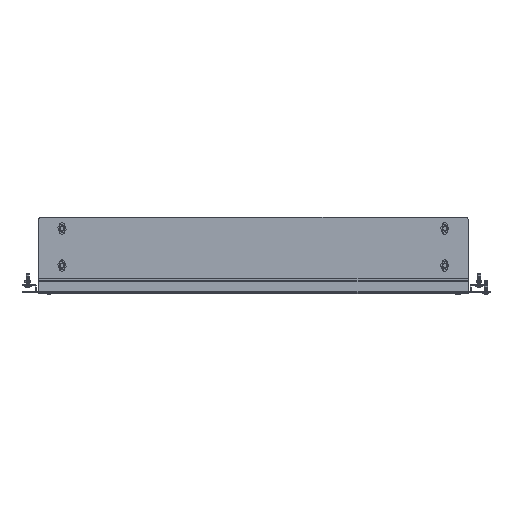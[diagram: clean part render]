
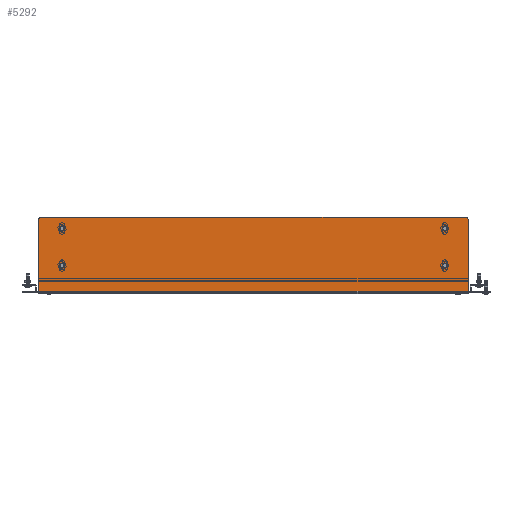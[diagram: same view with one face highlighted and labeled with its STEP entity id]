
A CAD part, front view. The second image highlights one B-rep face of the part: STEP entity #5292.
In plain terms, the highlighted planar face has unit normal (0, -1, 0).
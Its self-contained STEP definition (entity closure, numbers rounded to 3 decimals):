
#8 = CARTESIAN_POINT ( 'NONE',  ( -376., 0., 0. ) ) ;
#566 = VECTOR ( 'NONE', #17147, 1000. ) ;
#629 = DIRECTION ( 'NONE',  ( 0., 0., 1. ) ) ;
#956 = AXIS2_PLACEMENT_3D ( 'NONE', #31200, #35097, #6710 ) ;
#1092 = AXIS2_PLACEMENT_3D ( 'NONE', #5225, #16530, #2431 ) ;
#1481 = FACE_OUTER_BOUND ( 'NONE', #8183, .T. ) ;
#2431 = DIRECTION ( 'NONE',  ( 0., 0., 1. ) ) ;
#2646 = VECTOR ( 'NONE', #33976, 1000. ) ;
#2708 = CARTESIAN_POINT ( 'NONE',  ( -335., 0., 118.5 ) ) ;
#2737 = EDGE_CURVE ( 'NONE', #25740, #19538, #24693, .T. ) ;
#2855 = DIRECTION ( 'NONE',  ( 0., -1., 0. ) ) ;
#2964 = VERTEX_POINT ( 'NONE', #19141 ) ;
#3196 = DIRECTION ( 'NONE',  ( 0., 1., 0. ) ) ;
#3925 = CARTESIAN_POINT ( 'NONE',  ( -371., 0., 129. ) ) ;
#4431 = VERTEX_POINT ( 'NONE', #34274 ) ;
#4676 = AXIS2_PLACEMENT_3D ( 'NONE', #36089, #2855, #5633 ) ;
#4992 = PLANE ( 'NONE',  #27669 ) ;
#5170 = CARTESIAN_POINT ( 'NONE',  ( 376., 0., 129. ) ) ;
#5225 = CARTESIAN_POINT ( 'NONE',  ( -335., 0., 114. ) ) ;
#5292 = ADVANCED_FACE ( 'NONE', ( #21696, #35245, #32644, #18932, #1481 ), #4992, .F. ) ;
#5386 = AXIS2_PLACEMENT_3D ( 'NONE', #6333, #3196, #6147 ) ;
#5523 = DIRECTION ( 'NONE',  ( 0., 0., 1. ) ) ;
#5633 = DIRECTION ( 'NONE',  ( 0., 0., 1. ) ) ;
#5961 = VERTEX_POINT ( 'NONE', #2708 ) ;
#6045 = CIRCLE ( 'NONE', #26809, 4.5 ) ;
#6147 = DIRECTION ( 'NONE',  ( 0., 0., 1. ) ) ;
#6333 = CARTESIAN_POINT ( 'NONE',  ( -335., 0., 49. ) ) ;
#6597 = ORIENTED_EDGE ( 'NONE', *, *, #30296, .F. ) ;
#6710 = DIRECTION ( 'NONE',  ( 0., 0., 1. ) ) ;
#6802 = AXIS2_PLACEMENT_3D ( 'NONE', #10596, #29916, #7101 ) ;
#6868 = EDGE_CURVE ( 'NONE', #5961, #32423, #36679, .T. ) ;
#7101 = DIRECTION ( 'NONE',  ( 0., 0., 1. ) ) ;
#7158 = CARTESIAN_POINT ( 'NONE',  ( 335., 0., 44.5 ) ) ;
#7162 = CIRCLE ( 'NONE', #17832, 5. ) ;
#7553 = CARTESIAN_POINT ( 'NONE',  ( 335., 0., 49. ) ) ;
#7601 = ORIENTED_EDGE ( 'NONE', *, *, #30251, .T. ) ;
#7847 = CARTESIAN_POINT ( 'NONE',  ( -376., 0., 129. ) ) ;
#8183 = EDGE_LOOP ( 'NONE', ( #19061, #17191, #12914, #33473, #6597, #11351 ) ) ;
#9215 = VERTEX_POINT ( 'NONE', #7847 ) ;
#9427 = CARTESIAN_POINT ( 'NONE',  ( -335., 0., 114. ) ) ;
#9816 = LINE ( 'NONE', #9993, #16637 ) ;
#9985 = VECTOR ( 'NONE', #30900, 1000. ) ;
#9993 = CARTESIAN_POINT ( 'NONE',  ( 376., 0., 134. ) ) ;
#10293 = CARTESIAN_POINT ( 'NONE',  ( 335., 0., 53.5 ) ) ;
#10353 = CIRCLE ( 'NONE', #20439, 4.5 ) ;
#10354 = DIRECTION ( 'NONE',  ( 0., 0., 1. ) ) ;
#10561 = CIRCLE ( 'NONE', #12351, 4.5 ) ;
#10596 = CARTESIAN_POINT ( 'NONE',  ( 335., 0., 49. ) ) ;
#11187 = ORIENTED_EDGE ( 'NONE', *, *, #18772, .T. ) ;
#11351 = ORIENTED_EDGE ( 'NONE', *, *, #30773, .T. ) ;
#11781 = DIRECTION ( 'NONE',  ( 0., 1., 0. ) ) ;
#12030 = EDGE_CURVE ( 'NONE', #15014, #4431, #23155, .T. ) ;
#12351 = AXIS2_PLACEMENT_3D ( 'NONE', #7553, #15525, #16075 ) ;
#12593 = CARTESIAN_POINT ( 'NONE',  ( 335., 0., 109.5 ) ) ;
#12914 = ORIENTED_EDGE ( 'NONE', *, *, #21753, .T. ) ;
#13505 = CARTESIAN_POINT ( 'NONE',  ( -335., 0., 49. ) ) ;
#13920 = CIRCLE ( 'NONE', #6802, 4.5 ) ;
#14551 = ORIENTED_EDGE ( 'NONE', *, *, #25678, .T. ) ;
#14999 = CARTESIAN_POINT ( 'NONE',  ( -335., 0., 109.5 ) ) ;
#15014 = VERTEX_POINT ( 'NONE', #19820 ) ;
#15103 = ORIENTED_EDGE ( 'NONE', *, *, #6868, .T. ) ;
#15242 = VERTEX_POINT ( 'NONE', #10293 ) ;
#15306 = VERTEX_POINT ( 'NONE', #7158 ) ;
#15525 = DIRECTION ( 'NONE',  ( 0., 1., 0. ) ) ;
#15938 = EDGE_CURVE ( 'NONE', #17498, #9215, #7162, .T. ) ;
#16075 = DIRECTION ( 'NONE',  ( 0., 0., 1. ) ) ;
#16454 = VERTEX_POINT ( 'NONE', #33518 ) ;
#16530 = DIRECTION ( 'NONE',  ( 0., 1., 0. ) ) ;
#16619 = CARTESIAN_POINT ( 'NONE',  ( 376., 0., 0. ) ) ;
#16637 = VECTOR ( 'NONE', #27270, 1000. ) ;
#16918 = EDGE_CURVE ( 'NONE', #16454, #29837, #19395, .T. ) ;
#17147 = DIRECTION ( 'NONE',  ( -1., 0., 0. ) ) ;
#17191 = ORIENTED_EDGE ( 'NONE', *, *, #15938, .T. ) ;
#17498 = VERTEX_POINT ( 'NONE', #35168 ) ;
#17832 = AXIS2_PLACEMENT_3D ( 'NONE', #3925, #20626, #21005 ) ;
#18772 = EDGE_CURVE ( 'NONE', #32423, #5961, #6045, .T. ) ;
#18932 = FACE_BOUND ( 'NONE', #30270, .T. ) ;
#19061 = ORIENTED_EDGE ( 'NONE', *, *, #32645, .T. ) ;
#19141 = CARTESIAN_POINT ( 'NONE',  ( 371., 0., 134. ) ) ;
#19192 = ORIENTED_EDGE ( 'NONE', *, *, #12030, .T. ) ;
#19237 = LINE ( 'NONE', #16619, #9985 ) ;
#19395 = LINE ( 'NONE', #30516, #566 ) ;
#19538 = VERTEX_POINT ( 'NONE', #12593 ) ;
#19745 = ORIENTED_EDGE ( 'NONE', *, *, #30452, .T. ) ;
#19820 = CARTESIAN_POINT ( 'NONE',  ( -335., 0., 53.5 ) ) ;
#20191 = EDGE_LOOP ( 'NONE', ( #7601, #28755 ) ) ;
#20420 = EDGE_LOOP ( 'NONE', ( #33107, #19745 ) ) ;
#20439 = AXIS2_PLACEMENT_3D ( 'NONE', #13505, #30392, #5523 ) ;
#20626 = DIRECTION ( 'NONE',  ( 0., -1., 0. ) ) ;
#20766 = DIRECTION ( 'NONE',  ( 0., 1., 0. ) ) ;
#21005 = DIRECTION ( 'NONE',  ( 0., 0., 1. ) ) ;
#21696 = FACE_BOUND ( 'NONE', #20191, .T. ) ;
#21753 = EDGE_CURVE ( 'NONE', #9215, #29837, #25106, .T. ) ;
#22231 = CARTESIAN_POINT ( 'NONE',  ( 335., 0., 118.5 ) ) ;
#22647 = CARTESIAN_POINT ( 'NONE',  ( -376., 0., 4. ) ) ;
#23155 = CIRCLE ( 'NONE', #5386, 4.5 ) ;
#23273 = EDGE_CURVE ( 'NONE', #15306, #15242, #13920, .T. ) ;
#23929 = CARTESIAN_POINT ( 'NONE',  ( 376., 0., 0. ) ) ;
#24693 = CIRCLE ( 'NONE', #956, 4.5 ) ;
#25106 = LINE ( 'NONE', #8, #2646 ) ;
#25403 = AXIS2_PLACEMENT_3D ( 'NONE', #34782, #11781, #629 ) ;
#25678 = EDGE_CURVE ( 'NONE', #4431, #15014, #10353, .T. ) ;
#25740 = VERTEX_POINT ( 'NONE', #22231 ) ;
#26809 = AXIS2_PLACEMENT_3D ( 'NONE', #9427, #20766, #32062 ) ;
#27069 = VERTEX_POINT ( 'NONE', #5170 ) ;
#27270 = DIRECTION ( 'NONE',  ( -1., 0., 0. ) ) ;
#27276 = DIRECTION ( 'NONE',  ( 0., 1., 0. ) ) ;
#27669 = AXIS2_PLACEMENT_3D ( 'NONE', #23929, #27276, #10354 ) ;
#28372 = CIRCLE ( 'NONE', #4676, 5. ) ;
#28755 = ORIENTED_EDGE ( 'NONE', *, *, #23273, .T. ) ;
#29837 = VERTEX_POINT ( 'NONE', #22647 ) ;
#29916 = DIRECTION ( 'NONE',  ( 0., 1., 0. ) ) ;
#30251 = EDGE_CURVE ( 'NONE', #15242, #15306, #10561, .T. ) ;
#30270 = EDGE_LOOP ( 'NONE', ( #19192, #14551 ) ) ;
#30296 = EDGE_CURVE ( 'NONE', #27069, #16454, #19237, .T. ) ;
#30392 = DIRECTION ( 'NONE',  ( 0., 1., 0. ) ) ;
#30452 = EDGE_CURVE ( 'NONE', #19538, #25740, #31888, .T. ) ;
#30516 = CARTESIAN_POINT ( 'NONE',  ( 376., 0., 4. ) ) ;
#30773 = EDGE_CURVE ( 'NONE', #27069, #2964, #28372, .T. ) ;
#30900 = DIRECTION ( 'NONE',  ( 0., 0., -1. ) ) ;
#31200 = CARTESIAN_POINT ( 'NONE',  ( 335., 0., 114. ) ) ;
#31888 = CIRCLE ( 'NONE', #25403, 4.5 ) ;
#32062 = DIRECTION ( 'NONE',  ( 0., 0., 1. ) ) ;
#32423 = VERTEX_POINT ( 'NONE', #14999 ) ;
#32644 = FACE_BOUND ( 'NONE', #32836, .T. ) ;
#32645 = EDGE_CURVE ( 'NONE', #2964, #17498, #9816, .T. ) ;
#32836 = EDGE_LOOP ( 'NONE', ( #15103, #11187 ) ) ;
#33107 = ORIENTED_EDGE ( 'NONE', *, *, #2737, .T. ) ;
#33473 = ORIENTED_EDGE ( 'NONE', *, *, #16918, .F. ) ;
#33518 = CARTESIAN_POINT ( 'NONE',  ( 376., 0., 4. ) ) ;
#33976 = DIRECTION ( 'NONE',  ( 0., 0., -1. ) ) ;
#34274 = CARTESIAN_POINT ( 'NONE',  ( -335., 0., 44.5 ) ) ;
#34782 = CARTESIAN_POINT ( 'NONE',  ( 335., 0., 114. ) ) ;
#35097 = DIRECTION ( 'NONE',  ( 0., 1., 0. ) ) ;
#35168 = CARTESIAN_POINT ( 'NONE',  ( -371., 0., 134. ) ) ;
#35245 = FACE_BOUND ( 'NONE', #20420, .T. ) ;
#36089 = CARTESIAN_POINT ( 'NONE',  ( 371., 0., 129. ) ) ;
#36679 = CIRCLE ( 'NONE', #1092, 4.5 ) ;
